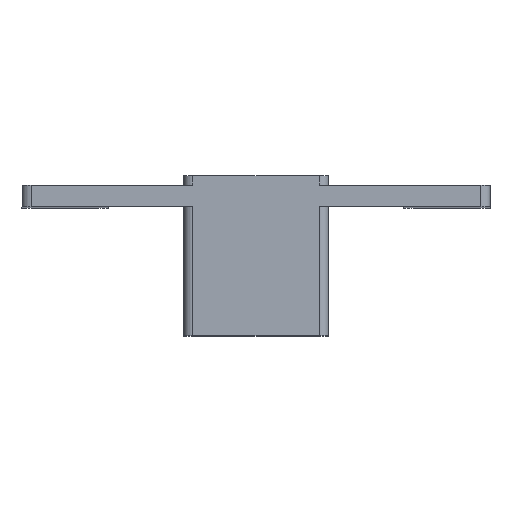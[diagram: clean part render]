
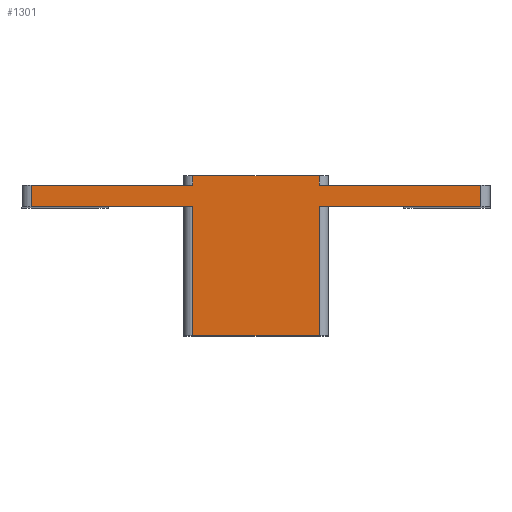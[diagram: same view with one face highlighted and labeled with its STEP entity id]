
A CAD part, top view. The second image highlights one B-rep face of the part: STEP entity #1301.
In plain terms, the highlighted planar face has unit normal (0, 0, 1).
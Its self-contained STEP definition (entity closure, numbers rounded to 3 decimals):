
#137=FACE_OUTER_BOUND('',#208,.T.);
#208=EDGE_LOOP('',(#895,#896,#897,#898,#899,#900,#901,#902,#903,#904,#905,
#906));
#300=LINE('',#1969,#426);
#301=LINE('',#1972,#427);
#302=LINE('',#1974,#428);
#303=LINE('',#1976,#429);
#304=LINE('',#1978,#430);
#305=LINE('',#1980,#431);
#306=LINE('',#1982,#432);
#307=LINE('',#1984,#433);
#308=LINE('',#1986,#434);
#309=LINE('',#1988,#435);
#310=LINE('',#1990,#436);
#311=LINE('',#1991,#437);
#426=VECTOR('',#1564,10.);
#427=VECTOR('',#1567,10.);
#428=VECTOR('',#1568,10.);
#429=VECTOR('',#1569,10.);
#430=VECTOR('',#1570,10.);
#431=VECTOR('',#1571,10.);
#432=VECTOR('',#1572,10.);
#433=VECTOR('',#1573,10.);
#434=VECTOR('',#1574,10.);
#435=VECTOR('',#1575,10.);
#436=VECTOR('',#1576,10.);
#437=VECTOR('',#1577,10.);
#553=VERTEX_POINT('',#1962);
#556=VERTEX_POINT('',#1967);
#557=VERTEX_POINT('',#1971);
#558=VERTEX_POINT('',#1973);
#559=VERTEX_POINT('',#1975);
#560=VERTEX_POINT('',#1977);
#561=VERTEX_POINT('',#1979);
#562=VERTEX_POINT('',#1981);
#563=VERTEX_POINT('',#1983);
#564=VERTEX_POINT('',#1985);
#565=VERTEX_POINT('',#1987);
#566=VERTEX_POINT('',#1989);
#692=EDGE_CURVE('',#556,#553,#300,.T.);
#693=EDGE_CURVE('',#557,#556,#301,.T.);
#694=EDGE_CURVE('',#558,#557,#302,.T.);
#695=EDGE_CURVE('',#559,#558,#303,.T.);
#696=EDGE_CURVE('',#560,#559,#304,.T.);
#697=EDGE_CURVE('',#560,#561,#305,.T.);
#698=EDGE_CURVE('',#562,#561,#306,.T.);
#699=EDGE_CURVE('',#563,#562,#307,.T.);
#700=EDGE_CURVE('',#564,#563,#308,.T.);
#701=EDGE_CURVE('',#564,#565,#309,.T.);
#702=EDGE_CURVE('',#566,#565,#310,.T.);
#703=EDGE_CURVE('',#566,#553,#311,.T.);
#895=ORIENTED_EDGE('',*,*,#692,.F.);
#896=ORIENTED_EDGE('',*,*,#693,.F.);
#897=ORIENTED_EDGE('',*,*,#694,.F.);
#898=ORIENTED_EDGE('',*,*,#695,.F.);
#899=ORIENTED_EDGE('',*,*,#696,.F.);
#900=ORIENTED_EDGE('',*,*,#697,.T.);
#901=ORIENTED_EDGE('',*,*,#698,.F.);
#902=ORIENTED_EDGE('',*,*,#699,.F.);
#903=ORIENTED_EDGE('',*,*,#700,.F.);
#904=ORIENTED_EDGE('',*,*,#701,.T.);
#905=ORIENTED_EDGE('',*,*,#702,.F.);
#906=ORIENTED_EDGE('',*,*,#703,.T.);
#1258=PLANE('',#1399);
#1301=ADVANCED_FACE('',(#137),#1258,.T.);
#1399=AXIS2_PLACEMENT_3D('',#1970,#1565,#1566);
#1564=DIRECTION('',(0.,-1.,0.));
#1565=DIRECTION('center_axis',(0.,0.,1.));
#1566=DIRECTION('ref_axis',(1.,0.,0.));
#1567=DIRECTION('',(1.,0.,0.));
#1568=DIRECTION('',(0.,-1.,0.));
#1569=DIRECTION('',(1.,0.,0.));
#1570=DIRECTION('',(0.,1.,0.));
#1571=DIRECTION('',(-1.,0.,0.));
#1572=DIRECTION('',(0.,1.,0.));
#1573=DIRECTION('',(-1.,0.,0.));
#1574=DIRECTION('',(0.,1.,0.));
#1575=DIRECTION('',(1.,0.,0.));
#1576=DIRECTION('',(0.,-1.,0.));
#1577=DIRECTION('',(1.,0.,0.));
#1962=CARTESIAN_POINT('',(96.5,42.,0.));
#1967=CARTESIAN_POINT('',(96.5,49.,0.));
#1969=CARTESIAN_POINT('',(96.5,22.75,0.));
#1970=CARTESIAN_POINT('Origin',(0.,0.,0.));
#1971=CARTESIAN_POINT('',(44.,49.,0.));
#1972=CARTESIAN_POINT('',(47.,49.,0.));
#1973=CARTESIAN_POINT('',(44.,52.,0.));
#1974=CARTESIAN_POINT('',(44.,0.,0.));
#1975=CARTESIAN_POINT('',(3.,52.,0.));
#1976=CARTESIAN_POINT('',(0.,52.,0.));
#1977=CARTESIAN_POINT('',(3.,49.,0.));
#1978=CARTESIAN_POINT('',(3.,0.,0.));
#1979=CARTESIAN_POINT('',(-49.5,49.,0.));
#1980=CARTESIAN_POINT('',(0.,49.,0.));
#1981=CARTESIAN_POINT('',(-49.5,42.,0.));
#1982=CARTESIAN_POINT('',(-49.5,22.75,0.));
#1983=CARTESIAN_POINT('',(3.,42.,0.));
#1984=CARTESIAN_POINT('',(0.,42.,0.));
#1985=CARTESIAN_POINT('',(3.,0.,0.));
#1986=CARTESIAN_POINT('',(3.,0.,0.));
#1987=CARTESIAN_POINT('',(44.,0.,0.));
#1988=CARTESIAN_POINT('',(0.,0.,0.));
#1989=CARTESIAN_POINT('',(44.,42.,0.));
#1990=CARTESIAN_POINT('',(44.,0.,0.));
#1991=CARTESIAN_POINT('',(47.,42.,0.));
